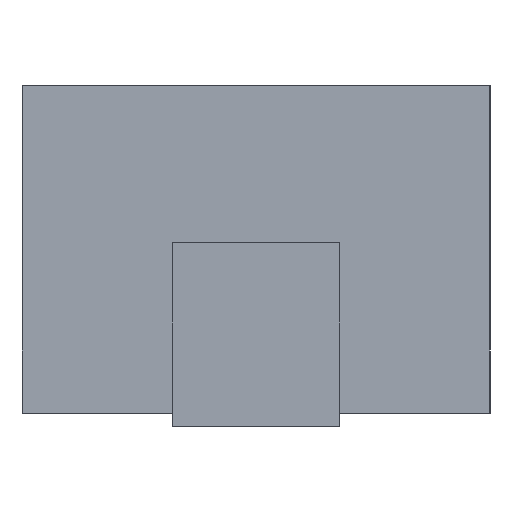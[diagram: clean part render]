
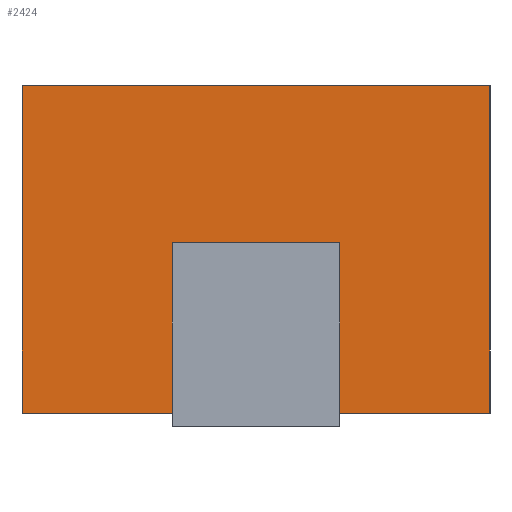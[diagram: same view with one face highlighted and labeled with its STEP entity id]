
A CAD part, left-side view. The second image highlights one B-rep face of the part: STEP entity #2424.
In plain terms, the highlighted planar face has unit normal (-1, 0, 0).
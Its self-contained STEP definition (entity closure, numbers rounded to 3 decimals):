
#48=LINE('',#3307,#291);
#52=LINE('',#3601,#295);
#54=LINE('',#3604,#297);
#55=LINE('',#3607,#298);
#56=LINE('',#3609,#299);
#57=LINE('',#3611,#300);
#58=LINE('',#3612,#301);
#59=LINE('',#3614,#302);
#291=VECTOR('',#2721,1000.);
#295=VECTOR('',#2727,1000.);
#297=VECTOR('',#2731,1000.);
#298=VECTOR('',#2732,1000.);
#299=VECTOR('',#2733,1000.);
#300=VECTOR('',#2734,1000.);
#301=VECTOR('',#2735,1000.);
#302=VECTOR('',#2736,1000.);
#630=ORIENTED_EDGE('',*,*,#1351,.T.);
#631=ORIENTED_EDGE('',*,*,#1352,.T.);
#632=ORIENTED_EDGE('',*,*,#1353,.T.);
#633=ORIENTED_EDGE('',*,*,#1354,.T.);
#634=ORIENTED_EDGE('',*,*,#1355,.T.);
#635=ORIENTED_EDGE('',*,*,#1356,.F.);
#636=ORIENTED_EDGE('',*,*,#1264,.F.);
#637=ORIENTED_EDGE('',*,*,#1349,.T.);
#1264=EDGE_CURVE('',#1625,#1626,#48,.T.);
#1349=EDGE_CURVE('',#1625,#1710,#52,.T.);
#1351=EDGE_CURVE('',#1711,#1712,#54,.T.);
#1352=EDGE_CURVE('',#1712,#1713,#55,.T.);
#1353=EDGE_CURVE('',#1713,#1714,#56,.T.);
#1354=EDGE_CURVE('',#1714,#1711,#57,.T.);
#1355=EDGE_CURVE('',#1710,#1715,#58,.T.);
#1356=EDGE_CURVE('',#1626,#1715,#59,.T.);
#1625=VERTEX_POINT('',#3306);
#1626=VERTEX_POINT('',#3308);
#1710=VERTEX_POINT('',#3600);
#1711=VERTEX_POINT('',#3605);
#1712=VERTEX_POINT('',#3606);
#1713=VERTEX_POINT('',#3608);
#1714=VERTEX_POINT('',#3610);
#1715=VERTEX_POINT('',#3613);
#1989=EDGE_LOOP('',(#630,#631,#632,#633));
#1990=EDGE_LOOP('',(#634,#635,#636,#637));
#2150=FACE_BOUND('',#1989,.T.);
#2151=FACE_BOUND('',#1990,.T.);
#2300=PLANE('',#2592);
#2424=ADVANCED_FACE('',(#2150,#2151),#2300,.F.);
#2592=AXIS2_PLACEMENT_3D('',#3603,#2729,#2730);
#2721=DIRECTION('',(0.,-1.,0.));
#2727=DIRECTION('',(0.,0.,-1.));
#2729=DIRECTION('',(1.,0.,0.));
#2730=DIRECTION('',(0.,1.,0.));
#2731=DIRECTION('',(0.,0.,1.));
#2732=DIRECTION('',(0.,-1.,0.));
#2733=DIRECTION('',(0.,0.,-1.));
#2734=DIRECTION('',(0.,1.,0.));
#2735=DIRECTION('',(0.,-1.,0.));
#2736=DIRECTION('',(0.,0.,-1.));
#3306=CARTESIAN_POINT('',(-4.9,3.5,4.9));
#3307=CARTESIAN_POINT('',(-4.9,3.5,4.9));
#3308=CARTESIAN_POINT('',(-4.9,-3.5,4.9));
#3600=CARTESIAN_POINT('',(-4.9,3.5,0.));
#3601=CARTESIAN_POINT('',(-4.9,3.5,4.9));
#3603=CARTESIAN_POINT('',(-4.9,3.5,4.9));
#3604=CARTESIAN_POINT('',(-4.9,1.25,4.9));
#3605=CARTESIAN_POINT('',(-4.9,1.25,2.35));
#3606=CARTESIAN_POINT('',(-4.9,1.25,2.55));
#3607=CARTESIAN_POINT('',(-4.9,3.5,2.55));
#3608=CARTESIAN_POINT('',(-4.9,-1.25,2.55));
#3609=CARTESIAN_POINT('',(-4.9,-1.25,4.9));
#3610=CARTESIAN_POINT('',(-4.9,-1.25,2.35));
#3611=CARTESIAN_POINT('',(-4.9,3.5,2.35));
#3612=CARTESIAN_POINT('',(-4.9,3.5,0.));
#3613=CARTESIAN_POINT('',(-4.9,-3.5,0.));
#3614=CARTESIAN_POINT('',(-4.9,-3.5,4.9));
